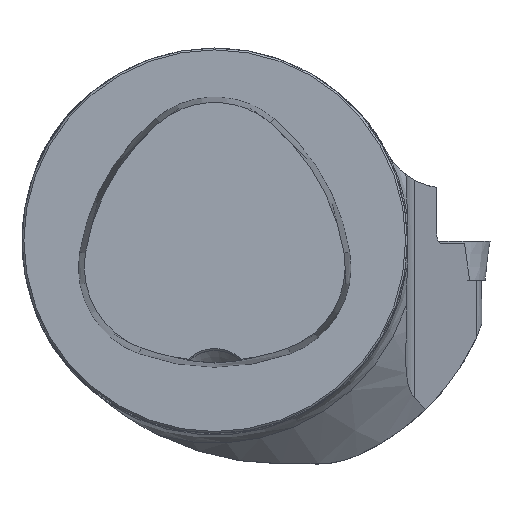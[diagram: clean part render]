
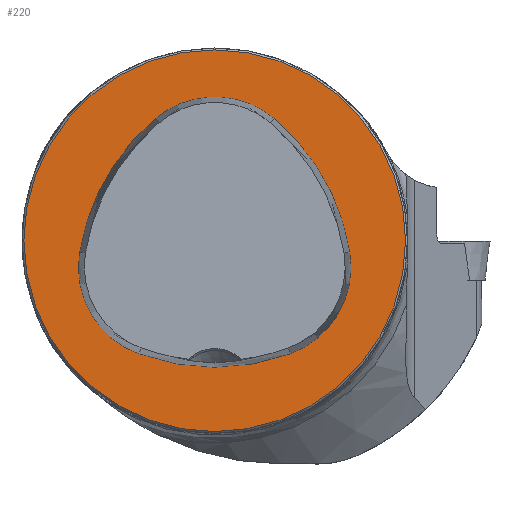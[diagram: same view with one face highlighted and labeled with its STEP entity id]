
A CAD part, top view. The second image highlights one B-rep face of the part: STEP entity #220.
In plain terms, the highlighted planar face has unit normal (0, 0, 1).
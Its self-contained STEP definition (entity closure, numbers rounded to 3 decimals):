
#100=FACE_BOUND('',#388,.T.);
#101=FACE_BOUND('',#389,.T.);
#146=PLANE('',#1462);
#220=ADVANCED_FACE('CU_FL_N1_SU_1',(#100,#101),#146,.T.);
#388=EDGE_LOOP('',(#782,#783,#784,#785,#786,#787));
#389=EDGE_LOOP('',(#788));
#782=ORIENTED_EDGE('',*,*,#1234,.F.);
#783=ORIENTED_EDGE('',*,*,#1235,.F.);
#784=ORIENTED_EDGE('',*,*,#1227,.F.);
#785=ORIENTED_EDGE('',*,*,#1236,.F.);
#786=ORIENTED_EDGE('',*,*,#1237,.F.);
#787=ORIENTED_EDGE('',*,*,#1238,.F.);
#788=ORIENTED_EDGE('',*,*,#1239,.T.);
#1080=VERTEX_POINT('',#2550);
#1081=VERTEX_POINT('',#2552);
#1087=VERTEX_POINT('',#2584);
#1088=VERTEX_POINT('',#2585);
#1089=VERTEX_POINT('',#2588);
#1090=VERTEX_POINT('',#2590);
#1091=VERTEX_POINT('',#2593);
#1227=EDGE_CURVE('',#1080,#1081,#1305,.T.);
#1234=EDGE_CURVE('',#1087,#1088,#1307,.T.);
#1235=EDGE_CURVE('',#1081,#1087,#1308,.T.);
#1236=EDGE_CURVE('',#1089,#1080,#1309,.T.);
#1237=EDGE_CURVE('',#1090,#1089,#1310,.T.);
#1238=EDGE_CURVE('',#1088,#1090,#1311,.T.);
#1239=EDGE_CURVE('',#1091,#1091,#1312,.T.);
#1305=CIRCLE('',#1453,36.075);
#1307=CIRCLE('',#1456,36.075);
#1308=CIRCLE('',#1457,15.075);
#1309=CIRCLE('',#1458,15.075);
#1310=CIRCLE('',#1459,36.075);
#1311=CIRCLE('',#1460,15.075);
#1312=CIRCLE('',#1461,31.2);
#1453=AXIS2_PLACEMENT_3D('',#2551,#1701,#1702);
#1456=AXIS2_PLACEMENT_3D('',#2583,#1708,#1709);
#1457=AXIS2_PLACEMENT_3D('',#2586,#1710,#1711);
#1458=AXIS2_PLACEMENT_3D('',#2587,#1712,#1713);
#1459=AXIS2_PLACEMENT_3D('',#2589,#1714,#1715);
#1460=AXIS2_PLACEMENT_3D('',#2591,#1716,#1717);
#1461=AXIS2_PLACEMENT_3D('',#2592,#1718,#1719);
#1462=AXIS2_PLACEMENT_3D('',#2594,#1720,#1721);
#1701=DIRECTION('',(0.,0.,1.));
#1702=DIRECTION('',(-1.,0.,0.));
#1708=DIRECTION('',(0.,0.,1.));
#1709=DIRECTION('',(-1.,0.,0.));
#1710=DIRECTION('',(0.,0.,1.));
#1711=DIRECTION('',(-1.,0.,0.));
#1712=DIRECTION('',(0.,0.,1.));
#1713=DIRECTION('',(-1.,0.,0.));
#1714=DIRECTION('',(0.,0.,1.));
#1715=DIRECTION('',(-1.,0.,0.));
#1716=DIRECTION('',(0.,0.,1.));
#1717=DIRECTION('',(-1.,0.,0.));
#1718=DIRECTION('',(0.,0.,1.));
#1719=DIRECTION('',(-1.,0.,0.));
#1720=DIRECTION('',(0.,0.,1.));
#1721=DIRECTION('',(-1.,0.,0.));
#2550=CARTESIAN_POINT('',(-12.368,-18.489,0.));
#2551=CARTESIAN_POINT('',(0.,15.4,0.));
#2552=CARTESIAN_POINT('',(12.368,-18.489,0.));
#2583=CARTESIAN_POINT('',(-13.535,-7.656,0.));
#2584=CARTESIAN_POINT('',(22.084,-1.937,0.));
#2585=CARTESIAN_POINT('',(9.716,19.927,0.));
#2586=CARTESIAN_POINT('',(7.2,-4.327,0.));
#2587=CARTESIAN_POINT('',(-7.2,-4.327,0.));
#2588=CARTESIAN_POINT('',(-22.084,-1.937,0.));
#2589=CARTESIAN_POINT('',(13.535,-7.656,0.));
#2590=CARTESIAN_POINT('',(-9.716,19.927,0.));
#2591=CARTESIAN_POINT('',(0.,8.4,0.));
#2592=CARTESIAN_POINT('',(0.,0.,0.));
#2593=CARTESIAN_POINT('',(-31.2,0.,0.));
#2594=CARTESIAN_POINT('',(0.,0.,0.));
